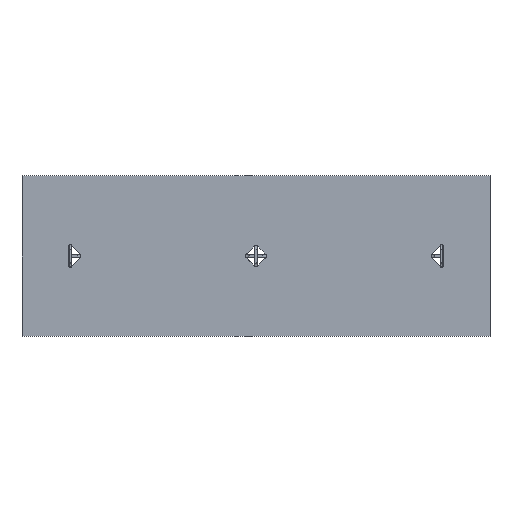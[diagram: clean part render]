
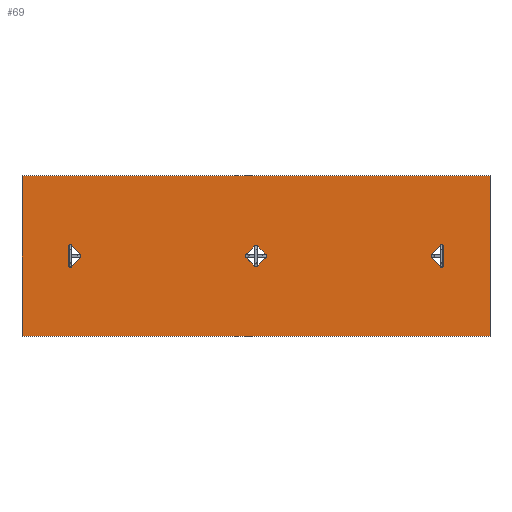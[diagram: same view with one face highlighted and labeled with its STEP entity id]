
A CAD part, top view. The second image highlights one B-rep face of the part: STEP entity #69.
In plain terms, the highlighted planar face has unit normal (0, 0, 1).
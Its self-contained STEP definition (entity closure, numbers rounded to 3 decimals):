
#61=FACE_BOUND($,#207,.T.);
#62=FACE_BOUND($,#208,.T.);
#63=FACE_BOUND($,#209,.T.);
#69=ADVANCED_FACE($,(#136,#61,#62,#63),#843,.T.);
#136=FACE_OUTER_BOUND($,#206,.T.);
#206=EDGE_LOOP($,(#297,#298,#299,#300));
#207=EDGE_LOOP($,(#301,#302));
#208=EDGE_LOOP($,(#303,#304));
#209=EDGE_LOOP($,(#305,#306));
#297=ORIENTED_EDGE($,*,*,#584,.F.);
#298=ORIENTED_EDGE($,*,*,#583,.F.);
#299=ORIENTED_EDGE($,*,*,#582,.F.);
#300=ORIENTED_EDGE($,*,*,#581,.F.);
#301=ORIENTED_EDGE($,*,*,#600,.F.);
#302=ORIENTED_EDGE($,*,*,#590,.F.);
#303=ORIENTED_EDGE($,*,*,#593,.T.);
#304=ORIENTED_EDGE($,*,*,#603,.T.);
#305=ORIENTED_EDGE($,*,*,#606,.F.);
#306=ORIENTED_EDGE($,*,*,#596,.F.);
#581=EDGE_CURVE($,#734,#735,#893,.T.);
#582=EDGE_CURVE($,#735,#736,#894,.T.);
#583=EDGE_CURVE($,#736,#737,#895,.T.);
#584=EDGE_CURVE($,#737,#734,#896,.T.);
#590=EDGE_CURVE($,#739,#745,#902,.T.);
#593=EDGE_CURVE($,#741,#747,#905,.T.);
#596=EDGE_CURVE($,#743,#749,#908,.T.);
#600=EDGE_CURVE($,#745,#739,#912,.T.);
#603=EDGE_CURVE($,#747,#741,#915,.T.);
#606=EDGE_CURVE($,#749,#743,#918,.T.);
#734=VERTEX_POINT($,#1648);
#735=VERTEX_POINT($,#1649);
#736=VERTEX_POINT($,#1650);
#737=VERTEX_POINT($,#1651);
#739=VERTEX_POINT($,#1653);
#741=VERTEX_POINT($,#1655);
#743=VERTEX_POINT($,#1657);
#745=VERTEX_POINT($,#1659);
#747=VERTEX_POINT($,#1661);
#749=VERTEX_POINT($,#1663);
#843=PLANE($,#1115);
#893=B_SPLINE_CURVE_WITH_KNOTS($,1,(#1226,#1227),.UNSPECIFIED.,.F.,.F.,(2,
2),(0.,1200.),.UNSPECIFIED.);
#894=B_SPLINE_CURVE_WITH_KNOTS($,1,(#1228,#1229),.UNSPECIFIED.,.F.,.F.,(2,
2),(0.,3500.),.UNSPECIFIED.);
#895=B_SPLINE_CURVE_WITH_KNOTS($,1,(#1230,#1231),.UNSPECIFIED.,.F.,.F.,(2,
2),(0.,1200.),.UNSPECIFIED.);
#896=B_SPLINE_CURVE_WITH_KNOTS($,1,(#1232,#1233),.UNSPECIFIED.,.F.,.F.,(2,
2),(0.,3500.),.UNSPECIFIED.);
#902=B_SPLINE_CURVE_WITH_KNOTS($,3,(#1258,#1259,#1260,#1261,#1262,#1263,
#1264,#1265,#1266,#1267,#1268,#1269,#1270),.UNSPECIFIED.,.F.,.F.,(4,3,1,
1,1,3,4),(-423.719,-327.769,-319.124,-311.018,
-302.373,-294.268,-149.124),.UNSPECIFIED.);
#905=B_SPLINE_CURVE_WITH_KNOTS($,3,(#1292,#1293,#1294,#1295,#1296,#1297,
#1298,#1299,#1300,#1301,#1302,#1303,#1304,#1305,#1306,#1307,#1308,#1309,
#1310),.UNSPECIFIED.,.F.,.F.,(4,3,1,1,1,3,3,1,1,1,4),(-458.699,
-365.718,-360.123,-354.871,-349.276,
-344.025,-251.043,-245.448,-240.196,
-234.601,-229.35),.UNSPECIFIED.);
#908=B_SPLINE_CURVE_WITH_KNOTS($,3,(#1326,#1327,#1328,#1329,#1330,#1331,
#1332,#1333,#1334,#1335,#1336,#1337,#1338,#1339,#1340,#1341),.UNSPECIFIED.,
.F.,.F.,(4,1,1,1,3,3,1,1,1,4),(-423.719,-419.117,-414.203,
-409.269,-404.045,-308.095,-299.99,
-291.345,-283.24,-274.595),.UNSPECIFIED.);
#912=B_SPLINE_CURVE_WITH_KNOTS($,3,(#1359,#1360,#1361,#1362,#1363,#1364,
#1365,#1366,#1367,#1368,#1369,#1370,#1371,#1372,#1373,#1374),.UNSPECIFIED.,
.F.,.F.,(4,1,1,1,3,3,1,1,1,4),(-149.124,-140.479,-132.374,
-123.729,-115.624,-19.673,-14.449,
-9.516,-4.602,0.),.UNSPECIFIED.);
#915=B_SPLINE_CURVE_WITH_KNOTS($,3,(#1396,#1397,#1398,#1399,#1400,#1401,
#1402,#1403,#1404,#1405,#1406,#1407,#1408,#1409,#1410,#1411,#1412,#1413,
#1414),.UNSPECIFIED.,.F.,.F.,(4,3,1,1,1,3,3,1,1,1,4),(-229.35,
-136.368,-130.773,-125.522,-119.927,
-114.675,-21.693,-16.098,-10.847,-5.252,
0.),.UNSPECIFIED.);
#918=B_SPLINE_CURVE_WITH_KNOTS($,3,(#1433,#1434,#1435,#1436,#1437,#1438,
#1439,#1440,#1441,#1442,#1443,#1444,#1445),.UNSPECIFIED.,.F.,.F.,(4,3,1,
1,1,3,4),(-274.595,-129.451,-121.346,-112.701,
-104.595,-95.95,0.),.UNSPECIFIED.);
#1115=AXIS2_PLACEMENT_3D($,#1451,#1169,$);
#1169=DIRECTION($,(0.,0.,1.));
#1226=CARTESIAN_POINT($,(0.,0.,737.));
#1227=CARTESIAN_POINT($,(0.,1200.,737.));
#1228=CARTESIAN_POINT($,(0.,1200.,737.));
#1229=CARTESIAN_POINT($,(3500.,1200.,737.));
#1230=CARTESIAN_POINT($,(3500.,1200.,737.));
#1231=CARTESIAN_POINT($,(3500.,0.,737.));
#1232=CARTESIAN_POINT($,(3500.,0.,737.));
#1233=CARTESIAN_POINT($,(0.,0.,737.));
#1258=CARTESIAN_POINT($,(3063.467,591.496,737.));
#1259=CARTESIAN_POINT($,(3084.701,566.946,737.));
#1260=CARTESIAN_POINT($,(3105.934,542.396,737.));
#1261=CARTESIAN_POINT($,(3127.167,517.846,737.));
#1262=CARTESIAN_POINT($,(3128.939,515.786,737.));
#1263=CARTESIAN_POINT($,(3133.668,512.936,737.));
#1264=CARTESIAN_POINT($,(3141.986,513.452,737.));
#1265=CARTESIAN_POINT($,(3148.412,518.544,737.));
#1266=CARTESIAN_POINT($,(3150.004,523.806,737.));
#1267=CARTESIAN_POINT($,(3150.,526.35,737.));
#1268=CARTESIAN_POINT($,(3150.,575.45,737.));
#1269=CARTESIAN_POINT($,(3150.,624.55,737.));
#1270=CARTESIAN_POINT($,(3150.,673.65,737.));
#1292=CARTESIAN_POINT($,(1674.158,609.192,737.));
#1293=CARTESIAN_POINT($,(1696.374,631.409,737.));
#1294=CARTESIAN_POINT($,(1718.591,653.626,737.));
#1295=CARTESIAN_POINT($,(1740.808,675.842,737.));
#1296=CARTESIAN_POINT($,(1742.048,677.085,737.));
#1297=CARTESIAN_POINT($,(1744.949,678.995,737.));
#1298=CARTESIAN_POINT($,(1750.108,679.989,737.));
#1299=CARTESIAN_POINT($,(1755.158,678.951,737.));
#1300=CARTESIAN_POINT($,(1758.028,677.008,737.));
#1301=CARTESIAN_POINT($,(1759.192,675.842,737.));
#1302=CARTESIAN_POINT($,(1781.409,653.626,737.));
#1303=CARTESIAN_POINT($,(1803.626,631.409,737.));
#1304=CARTESIAN_POINT($,(1825.842,609.192,737.));
#1305=CARTESIAN_POINT($,(1827.085,607.952,737.));
#1306=CARTESIAN_POINT($,(1828.995,605.051,737.));
#1307=CARTESIAN_POINT($,(1829.989,599.892,737.));
#1308=CARTESIAN_POINT($,(1828.951,594.842,737.));
#1309=CARTESIAN_POINT($,(1827.008,591.972,737.));
#1310=CARTESIAN_POINT($,(1825.842,590.808,737.));
#1326=CARTESIAN_POINT($,(436.533,591.496,737.));
#1327=CARTESIAN_POINT($,(437.479,592.589,737.));
#1328=CARTESIAN_POINT($,(439.053,595.179,737.));
#1329=CARTESIAN_POINT($,(439.976,599.697,737.));
#1330=CARTESIAN_POINT($,(439.23,604.45,737.));
#1331=CARTESIAN_POINT($,(437.607,607.264,737.));
#1332=CARTESIAN_POINT($,(436.533,608.504,737.));
#1333=CARTESIAN_POINT($,(415.299,633.054,737.));
#1334=CARTESIAN_POINT($,(394.066,657.604,737.));
#1335=CARTESIAN_POINT($,(372.833,682.154,737.));
#1336=CARTESIAN_POINT($,(371.171,684.081,737.));
#1337=CARTESIAN_POINT($,(366.525,687.02,737.));
#1338=CARTESIAN_POINT($,(358.334,686.667,737.));
#1339=CARTESIAN_POINT($,(351.705,681.617,737.));
#1340=CARTESIAN_POINT($,(349.992,676.367,737.));
#1341=CARTESIAN_POINT($,(350.,673.65,737.));
#1359=CARTESIAN_POINT($,(3150.,673.65,737.));
#1360=CARTESIAN_POINT($,(3150.008,676.367,737.));
#1361=CARTESIAN_POINT($,(3148.295,681.617,737.));
#1362=CARTESIAN_POINT($,(3141.666,686.667,737.));
#1363=CARTESIAN_POINT($,(3133.475,687.02,737.));
#1364=CARTESIAN_POINT($,(3128.829,684.081,737.));
#1365=CARTESIAN_POINT($,(3127.167,682.154,737.));
#1366=CARTESIAN_POINT($,(3105.934,657.604,737.));
#1367=CARTESIAN_POINT($,(3084.701,633.054,737.));
#1368=CARTESIAN_POINT($,(3063.467,608.504,737.));
#1369=CARTESIAN_POINT($,(3062.393,607.264,737.));
#1370=CARTESIAN_POINT($,(3060.77,604.45,737.));
#1371=CARTESIAN_POINT($,(3060.024,599.697,737.));
#1372=CARTESIAN_POINT($,(3060.947,595.179,737.));
#1373=CARTESIAN_POINT($,(3062.521,592.589,737.));
#1374=CARTESIAN_POINT($,(3063.467,591.496,737.));
#1396=CARTESIAN_POINT($,(1825.842,590.808,737.));
#1397=CARTESIAN_POINT($,(1803.626,568.591,737.));
#1398=CARTESIAN_POINT($,(1781.409,546.374,737.));
#1399=CARTESIAN_POINT($,(1759.192,524.158,737.));
#1400=CARTESIAN_POINT($,(1757.952,522.915,737.));
#1401=CARTESIAN_POINT($,(1755.051,521.005,737.));
#1402=CARTESIAN_POINT($,(1749.892,520.011,737.));
#1403=CARTESIAN_POINT($,(1744.842,521.049,737.));
#1404=CARTESIAN_POINT($,(1741.972,522.992,737.));
#1405=CARTESIAN_POINT($,(1740.808,524.158,737.));
#1406=CARTESIAN_POINT($,(1718.591,546.374,737.));
#1407=CARTESIAN_POINT($,(1696.374,568.591,737.));
#1408=CARTESIAN_POINT($,(1674.158,590.808,737.));
#1409=CARTESIAN_POINT($,(1672.915,592.048,737.));
#1410=CARTESIAN_POINT($,(1671.005,594.949,737.));
#1411=CARTESIAN_POINT($,(1670.011,600.108,737.));
#1412=CARTESIAN_POINT($,(1671.049,605.158,737.));
#1413=CARTESIAN_POINT($,(1672.992,608.028,737.));
#1414=CARTESIAN_POINT($,(1674.158,609.192,737.));
#1433=CARTESIAN_POINT($,(350.,673.65,737.));
#1434=CARTESIAN_POINT($,(350.,624.55,737.));
#1435=CARTESIAN_POINT($,(350.,575.45,737.));
#1436=CARTESIAN_POINT($,(350.,526.35,737.));
#1437=CARTESIAN_POINT($,(349.996,523.806,737.));
#1438=CARTESIAN_POINT($,(351.588,518.544,737.));
#1439=CARTESIAN_POINT($,(358.014,513.452,737.));
#1440=CARTESIAN_POINT($,(366.332,512.936,737.));
#1441=CARTESIAN_POINT($,(371.061,515.786,737.));
#1442=CARTESIAN_POINT($,(372.833,517.846,737.));
#1443=CARTESIAN_POINT($,(394.066,542.396,737.));
#1444=CARTESIAN_POINT($,(415.299,566.946,737.));
#1445=CARTESIAN_POINT($,(436.533,591.496,737.));
#1451=CARTESIAN_POINT($,(0.,0.,737.));
#1648=CARTESIAN_POINT($,(0.,0.,737.));
#1649=CARTESIAN_POINT($,(0.,1200.,737.));
#1650=CARTESIAN_POINT($,(3500.,1200.,737.));
#1651=CARTESIAN_POINT($,(3500.,0.,737.));
#1653=CARTESIAN_POINT($,(3063.467,591.496,737.));
#1655=CARTESIAN_POINT($,(1674.158,609.192,737.));
#1657=CARTESIAN_POINT($,(436.533,591.496,737.));
#1659=CARTESIAN_POINT($,(3150.,673.65,737.));
#1661=CARTESIAN_POINT($,(1825.842,590.808,737.));
#1663=CARTESIAN_POINT($,(350.,673.65,737.));
